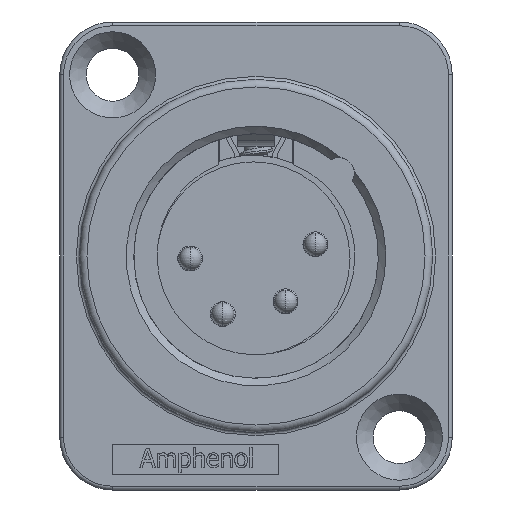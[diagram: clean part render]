
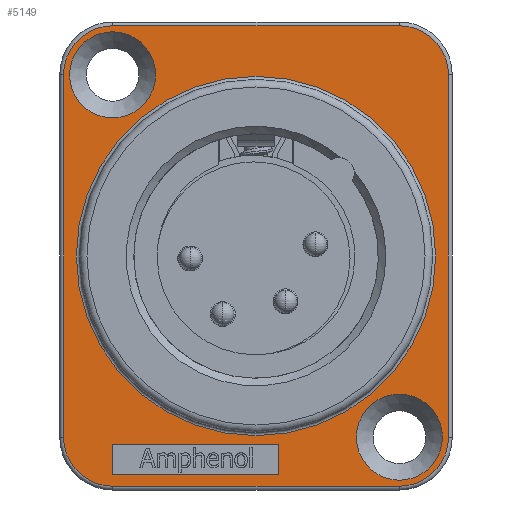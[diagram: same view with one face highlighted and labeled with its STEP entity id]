
A CAD part, left-side view. The second image highlights one B-rep face of the part: STEP entity #5149.
In plain terms, the highlighted planar face has unit normal (-1, 0, 0).
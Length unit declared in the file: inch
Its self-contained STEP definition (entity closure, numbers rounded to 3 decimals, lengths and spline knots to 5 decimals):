
#89=FACE_BOUND('',#734,.T.);
#90=FACE_BOUND('',#735,.T.);
#91=FACE_BOUND('',#736,.T.);
#92=FACE_BOUND('',#737,.T.);
#164=PLANE('',#5505);
#510=FACE_OUTER_BOUND('',#733,.T.);
#733=EDGE_LOOP('',(#4095,#4096,#4097,#4098,#4099,#4100,#4101,#4102));
#734=EDGE_LOOP('',(#4103,#4104,#4105,#4106));
#735=EDGE_LOOP('',(#4107));
#736=EDGE_LOOP('',(#4108));
#737=EDGE_LOOP('',(#4109));
#986=CIRCLE('',#5481,0.12795);
#988=CIRCLE('',#5484,0.12795);
#994=CIRCLE('',#5493,0.12795);
#996=CIRCLE('',#5496,0.12795);
#1000=CIRCLE('',#5506,0.4685);
#1001=CIRCLE('',#5507,0.1122);
#1002=CIRCLE('',#5508,0.1122);
#1336=LINE('',#8794,#1737);
#1339=LINE('',#8800,#1740);
#1342=LINE('',#8810,#1743);
#1344=LINE('',#8828,#1745);
#1345=LINE('',#8833,#1746);
#1347=LINE('',#8848,#1748);
#1356=LINE('',#8869,#1757);
#1357=LINE('',#8870,#1758);
#1737=VECTOR('',#6334,0.43307);
#1740=VECTOR('',#6339,0.43307);
#1743=VECTOR('',#6348,0.94488);
#1745=VECTOR('',#6370,0.74803);
#1746=VECTOR('',#6375,0.74803);
#1748=VECTOR('',#6395,0.94488);
#1757=VECTOR('',#6418,0.07874);
#1758=VECTOR('',#6419,0.07874);
#2297=VERTEX_POINT('',#8791);
#2298=VERTEX_POINT('',#8793);
#2299=VERTEX_POINT('',#8797);
#2300=VERTEX_POINT('',#8799);
#2301=VERTEX_POINT('',#8803);
#2304=VERTEX_POINT('',#8808);
#2305=VERTEX_POINT('',#8812);
#2308=VERTEX_POINT('',#8819);
#2309=VERTEX_POINT('',#8824);
#2312=VERTEX_POINT('',#8831);
#2313=VERTEX_POINT('',#8836);
#2316=VERTEX_POINT('',#8843);
#2322=VERTEX_POINT('',#8871);
#2323=VERTEX_POINT('',#8873);
#2324=VERTEX_POINT('',#8875);
#3046=EDGE_CURVE('',#2298,#2297,#1336,.T.);
#3049=EDGE_CURVE('',#2300,#2299,#1339,.T.);
#3054=EDGE_CURVE('',#2304,#2301,#1342,.T.);
#3057=EDGE_CURVE('',#2301,#2305,#986,.T.);
#3059=EDGE_CURVE('',#2308,#2304,#988,.T.);
#3063=EDGE_CURVE('',#2305,#2309,#1344,.T.);
#3065=EDGE_CURVE('',#2312,#2308,#1345,.T.);
#3069=EDGE_CURVE('',#2309,#2313,#994,.T.);
#3071=EDGE_CURVE('',#2316,#2312,#996,.T.);
#3073=EDGE_CURVE('',#2313,#2316,#1347,.T.);
#3084=EDGE_CURVE('',#2297,#2300,#1356,.T.);
#3085=EDGE_CURVE('',#2299,#2298,#1357,.T.);
#3086=EDGE_CURVE('',#2322,#2322,#1000,.T.);
#3087=EDGE_CURVE('',#2323,#2323,#1001,.T.);
#3088=EDGE_CURVE('',#2324,#2324,#1002,.T.);
#4095=ORIENTED_EDGE('',*,*,#3054,.F.);
#4096=ORIENTED_EDGE('',*,*,#3059,.F.);
#4097=ORIENTED_EDGE('',*,*,#3065,.F.);
#4098=ORIENTED_EDGE('',*,*,#3071,.F.);
#4099=ORIENTED_EDGE('',*,*,#3073,.F.);
#4100=ORIENTED_EDGE('',*,*,#3069,.F.);
#4101=ORIENTED_EDGE('',*,*,#3063,.F.);
#4102=ORIENTED_EDGE('',*,*,#3057,.F.);
#4103=ORIENTED_EDGE('',*,*,#3046,.T.);
#4104=ORIENTED_EDGE('',*,*,#3084,.T.);
#4105=ORIENTED_EDGE('',*,*,#3049,.T.);
#4106=ORIENTED_EDGE('',*,*,#3085,.T.);
#4107=ORIENTED_EDGE('',*,*,#3086,.F.);
#4108=ORIENTED_EDGE('',*,*,#3087,.T.);
#4109=ORIENTED_EDGE('',*,*,#3088,.T.);
#5149=ADVANCED_FACE('',(#510,#89,#90,#91,#92),#164,.F.);
#5481=AXIS2_PLACEMENT_3D('',#8816,#6355,#6356);
#5484=AXIS2_PLACEMENT_3D('',#8821,#6361,#6362);
#5493=AXIS2_PLACEMENT_3D('',#8840,#6383,#6384);
#5496=AXIS2_PLACEMENT_3D('',#8845,#6389,#6390);
#5505=AXIS2_PLACEMENT_3D('',#8868,#6416,#6417);
#5506=AXIS2_PLACEMENT_3D('',#8872,#6420,#6421);
#5507=AXIS2_PLACEMENT_3D('',#8874,#6422,#6423);
#5508=AXIS2_PLACEMENT_3D('',#8876,#6424,#6425);
#6334=DIRECTION('',(0.,1.,0.));
#6339=DIRECTION('',(0.,-1.,0.));
#6348=DIRECTION('',(0.,0.,1.));
#6355=DIRECTION('center_axis',(1.,0.,0.));
#6356=DIRECTION('ref_axis',(0.,0.707,0.707));
#6361=DIRECTION('center_axis',(1.,0.,0.));
#6362=DIRECTION('ref_axis',(0.,0.707,-0.707));
#6370=DIRECTION('',(0.,-1.,0.));
#6375=DIRECTION('',(0.,1.,0.));
#6383=DIRECTION('center_axis',(1.,0.,0.));
#6384=DIRECTION('ref_axis',(0.,-0.707,0.707));
#6389=DIRECTION('center_axis',(1.,0.,0.));
#6390=DIRECTION('ref_axis',(0.,-0.707,-0.707));
#6395=DIRECTION('',(0.,0.,-1.));
#6416=DIRECTION('center_axis',(1.,0.,0.));
#6417=DIRECTION('ref_axis',(0.,0.,
-1.));
#6418=DIRECTION('',(0.,0.,1.));
#6419=DIRECTION('',(0.,0.,-1.));
#6420=DIRECTION('center_axis',(-1.,0.,0.));
#6421=DIRECTION('ref_axis',(0.,0.,
1.));
#6422=DIRECTION('center_axis',(1.,0.,0.));
#6423=DIRECTION('ref_axis',(0.,0.,
-1.));
#6424=DIRECTION('center_axis',(1.,0.,0.));
#6425=DIRECTION('ref_axis',(0.,0.,
-1.));
#8791=CARTESIAN_POINT('',(0.10675,0.36719,-0.56439));
#8793=CARTESIAN_POINT('',(0.10675,-0.06588,-0.56439));
#8794=CARTESIAN_POINT('',(0.10675,0.18018,-0.56439));
#8797=CARTESIAN_POINT('',(0.10675,-0.06588,-0.48565));
#8799=CARTESIAN_POINT('',(0.10675,0.36719,-0.48565));
#8800=CARTESIAN_POINT('',(0.10675,-0.03636,-0.48565));
#8803=CARTESIAN_POINT('',(0.10675,0.49514,0.47892));
#8808=CARTESIAN_POINT('',(0.10675,0.49514,-0.46597));
#8810=CARTESIAN_POINT('',(0.10675,0.49514,0.31159));
#8812=CARTESIAN_POINT('',(0.10675,0.36719,0.60687));
#8816=CARTESIAN_POINT('Origin',(0.10675,0.36719,0.47892));
#8819=CARTESIAN_POINT('',(0.10675,0.36719,-0.59392));
#8821=CARTESIAN_POINT('Origin',(0.10675,0.36719,-0.46597));
#8824=CARTESIAN_POINT('',(0.10675,-0.38084,0.60687));
#8828=CARTESIAN_POINT('',(0.10675,-0.26273,0.60687));
#8831=CARTESIAN_POINT('',(0.10675,-0.38084,-0.59392));
#8833=CARTESIAN_POINT('',(0.10675,0.24908,-0.59392));
#8836=CARTESIAN_POINT('',(0.10675,-0.5088,0.47892));
#8840=CARTESIAN_POINT('Origin',(0.10675,-0.38084,0.47892));
#8843=CARTESIAN_POINT('',(0.10675,-0.5088,-0.46597));
#8845=CARTESIAN_POINT('Origin',(0.10675,-0.38084,-0.46597));
#8848=CARTESIAN_POINT('',(0.10675,-0.5088,-0.29864));
#8868=CARTESIAN_POINT('Origin',(0.10675,-0.00683,
0.00647));
#8869=CARTESIAN_POINT('',(0.10675,0.36719,-0.23959));
#8870=CARTESIAN_POINT('',(0.10675,-0.06588,-0.27896));
#8871=CARTESIAN_POINT('',(0.10675,-0.00683,-0.46203));
#8872=CARTESIAN_POINT('Origin',(0.10675,-0.00683,
0.00647));
#8873=CARTESIAN_POINT('',(0.10675,0.36719,0.59112));
#8874=CARTESIAN_POINT('Origin',(0.10675,0.36719,0.47892));
#8875=CARTESIAN_POINT('',(0.10675,-0.38084,-0.35376));
#8876=CARTESIAN_POINT('Origin',(0.10675,-0.38084,-0.46597));
